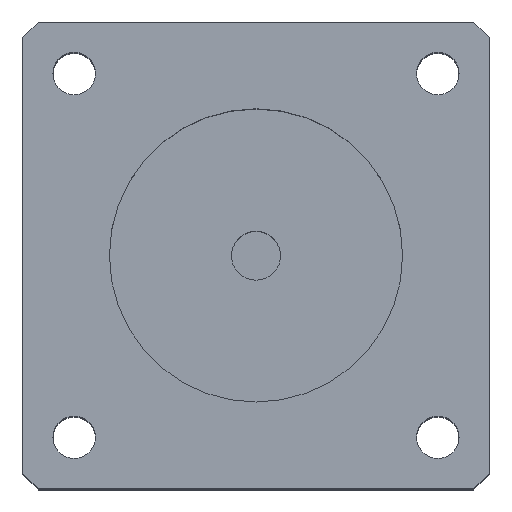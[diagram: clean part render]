
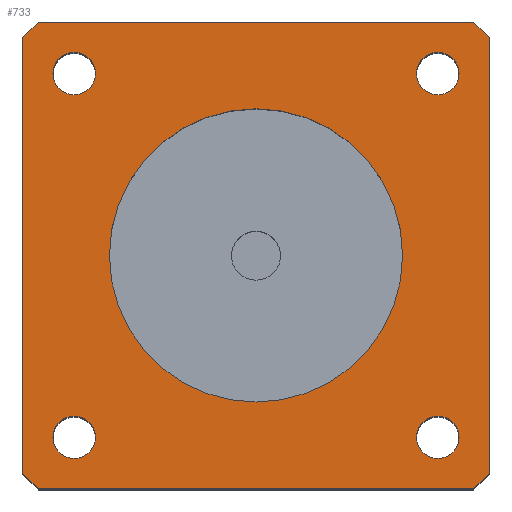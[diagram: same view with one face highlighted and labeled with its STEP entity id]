
A CAD part, top view. The second image highlights one B-rep face of the part: STEP entity #733.
In plain terms, the highlighted planar face has unit normal (0, 0, 1).
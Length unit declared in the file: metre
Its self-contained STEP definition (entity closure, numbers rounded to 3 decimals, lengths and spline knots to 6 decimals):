
#39=LINE('',#1119,#97);
#43=LINE('',#1127,#101);
#46=LINE('',#1134,#104);
#48=LINE('',#1138,#106);
#53=LINE('',#1148,#111);
#56=LINE('',#1154,#114);
#58=LINE('',#1157,#116);
#71=LINE('',#1220,#129);
#97=VECTOR('',#914,1.);
#101=VECTOR('',#920,1.);
#104=VECTOR('',#925,1.);
#106=VECTOR('',#929,1.);
#111=VECTOR('',#936,1.);
#114=VECTOR('',#941,1.);
#116=VECTOR('',#945,1.);
#129=VECTOR('',#1020,1.);
#157=PLANE('',#818);
#319=ORIENTED_EDGE('',*,*,#374,.F.);
#320=ORIENTED_EDGE('',*,*,#378,.T.);
#321=ORIENTED_EDGE('',*,*,#388,.F.);
#322=ORIENTED_EDGE('',*,*,#391,.T.);
#323=ORIENTED_EDGE('',*,*,#393,.F.);
#324=ORIENTED_EDGE('',*,*,#383,.T.);
#325=ORIENTED_EDGE('',*,*,#381,.F.);
#326=ORIENTED_EDGE('',*,*,#418,.T.);
#327=ORIENTED_EDGE('',*,*,#338,.T.);
#328=ORIENTED_EDGE('',*,*,#332,.T.);
#329=ORIENTED_EDGE('',*,*,#334,.T.);
#330=ORIENTED_EDGE('',*,*,#336,.T.);
#331=ORIENTED_EDGE('',*,*,#398,.T.);
#332=EDGE_CURVE('',#419,#419,#487,.T.);
#334=EDGE_CURVE('',#421,#421,#489,.T.);
#336=EDGE_CURVE('',#423,#423,#491,.T.);
#338=EDGE_CURVE('',#425,#425,#493,.T.);
#374=EDGE_CURVE('',#454,#455,#39,.T.);
#378=EDGE_CURVE('',#454,#457,#43,.T.);
#381=EDGE_CURVE('',#460,#461,#46,.T.);
#383=EDGE_CURVE('',#462,#461,#48,.T.);
#388=EDGE_CURVE('',#465,#457,#53,.T.);
#391=EDGE_CURVE('',#465,#467,#56,.T.);
#393=EDGE_CURVE('',#462,#467,#58,.T.);
#398=EDGE_CURVE('',#471,#471,#507,.T.);
#418=EDGE_CURVE('',#460,#455,#71,.T.);
#419=VERTEX_POINT('',#1026);
#421=VERTEX_POINT('',#1031);
#423=VERTEX_POINT('',#1036);
#425=VERTEX_POINT('',#1041);
#454=VERTEX_POINT('',#1118);
#455=VERTEX_POINT('',#1120);
#457=VERTEX_POINT('',#1126);
#460=VERTEX_POINT('',#1133);
#461=VERTEX_POINT('',#1135);
#462=VERTEX_POINT('',#1139);
#465=VERTEX_POINT('',#1147);
#467=VERTEX_POINT('',#1153);
#471=VERTEX_POINT('',#1170);
#487=CIRCLE('',#748,0.00275);
#489=CIRCLE('',#751,0.00275);
#491=CIRCLE('',#754,0.00275);
#493=CIRCLE('',#757,0.00275);
#507=CIRCLE('',#794,0.019);
#590=EDGE_LOOP('',(#319,#320,#321,#322,#323,#324,#325,#326));
#591=EDGE_LOOP('',(#327));
#592=EDGE_LOOP('',(#328));
#593=EDGE_LOOP('',(#329));
#594=EDGE_LOOP('',(#330));
#595=EDGE_LOOP('',(#331));
#671=FACE_BOUND('',#590,.T.);
#672=FACE_BOUND('',#591,.T.);
#673=FACE_BOUND('',#592,.T.);
#674=FACE_BOUND('',#593,.T.);
#675=FACE_BOUND('',#594,.T.);
#676=FACE_BOUND('',#595,.T.);
#733=ADVANCED_FACE('',(#671,#672,#673,#674,#675,#676),#157,.F.);
#748=AXIS2_PLACEMENT_3D('',#1025,#823,#824);
#751=AXIS2_PLACEMENT_3D('',#1030,#829,#830);
#754=AXIS2_PLACEMENT_3D('',#1035,#835,#836);
#757=AXIS2_PLACEMENT_3D('',#1040,#841,#842);
#794=AXIS2_PLACEMENT_3D('',#1169,#961,#962);
#818=AXIS2_PLACEMENT_3D('',#1221,#1021,#1022);
#823=DIRECTION('',(0.,0.,-1.));
#824=DIRECTION('',(-1.,0.,0.));
#829=DIRECTION('',(0.,0.,-1.));
#830=DIRECTION('',(-1.,0.,0.));
#835=DIRECTION('',(0.,0.,-1.));
#836=DIRECTION('',(-1.,0.,0.));
#841=DIRECTION('',(0.,0.,-1.));
#842=DIRECTION('',(-1.,0.,0.));
#914=DIRECTION('',(0.707,0.707,0.));
#920=DIRECTION('',(0.,-1.,0.));
#925=DIRECTION('',(0.707,-0.707,0.));
#929=DIRECTION('',(0.,1.,0.));
#936=DIRECTION('',(-0.707,0.707,0.));
#941=DIRECTION('',(1.,0.,0.));
#945=DIRECTION('',(-0.707,-0.707,0.));
#961=DIRECTION('',(0.,0.,-1.));
#962=DIRECTION('',(-1.,0.,0.));
#1020=DIRECTION('',(-1.,0.,0.));
#1021=DIRECTION('',(0.,0.,-1.));
#1022=DIRECTION('',(1.,0.,0.));
#1025=CARTESIAN_POINT('',(0.02357,-0.02357,0.0905));
#1026=CARTESIAN_POINT('',(0.02082,-0.02357,0.0905));
#1030=CARTESIAN_POINT('',(-0.02357,-0.02357,0.0905));
#1031=CARTESIAN_POINT('',(-0.02632,-0.02357,0.0905));
#1035=CARTESIAN_POINT('',(0.02357,0.02357,0.0905));
#1036=CARTESIAN_POINT('',(0.02082,0.02357,0.0905));
#1040=CARTESIAN_POINT('',(-0.02357,0.02357,0.0905));
#1041=CARTESIAN_POINT('',(-0.02632,0.02357,0.0905));
#1118=CARTESIAN_POINT('',(-0.03025,0.028225,0.0905));
#1119=CARTESIAN_POINT('',(-0.029237,0.029237,0.0905));
#1120=CARTESIAN_POINT('',(-0.028225,0.03025,0.0905));
#1126=CARTESIAN_POINT('',(-0.03025,-0.028225,0.0905));
#1127=CARTESIAN_POINT('',(-0.03025,-0.0285,0.0905));
#1133=CARTESIAN_POINT('',(0.028225,0.03025,0.0905));
#1134=CARTESIAN_POINT('',(0.029237,0.029237,0.0905));
#1135=CARTESIAN_POINT('',(0.03025,0.028225,0.0905));
#1138=CARTESIAN_POINT('',(0.03025,0.0285,0.0905));
#1139=CARTESIAN_POINT('',(0.03025,-0.028225,0.0905));
#1147=CARTESIAN_POINT('',(-0.028225,-0.03025,0.0905));
#1148=CARTESIAN_POINT('',(-0.029237,-0.029237,0.0905));
#1153=CARTESIAN_POINT('',(0.028225,-0.03025,0.0905));
#1154=CARTESIAN_POINT('',(0.0285,-0.03025,0.0905));
#1157=CARTESIAN_POINT('',(0.029237,-0.029237,0.0905));
#1169=CARTESIAN_POINT('',(0.,0.,0.0905));
#1170=CARTESIAN_POINT('',(-0.019,0.,0.0905));
#1220=CARTESIAN_POINT('',(-0.0285,0.03025,0.0905));
#1221=CARTESIAN_POINT('',(0.,0.,0.0905));
